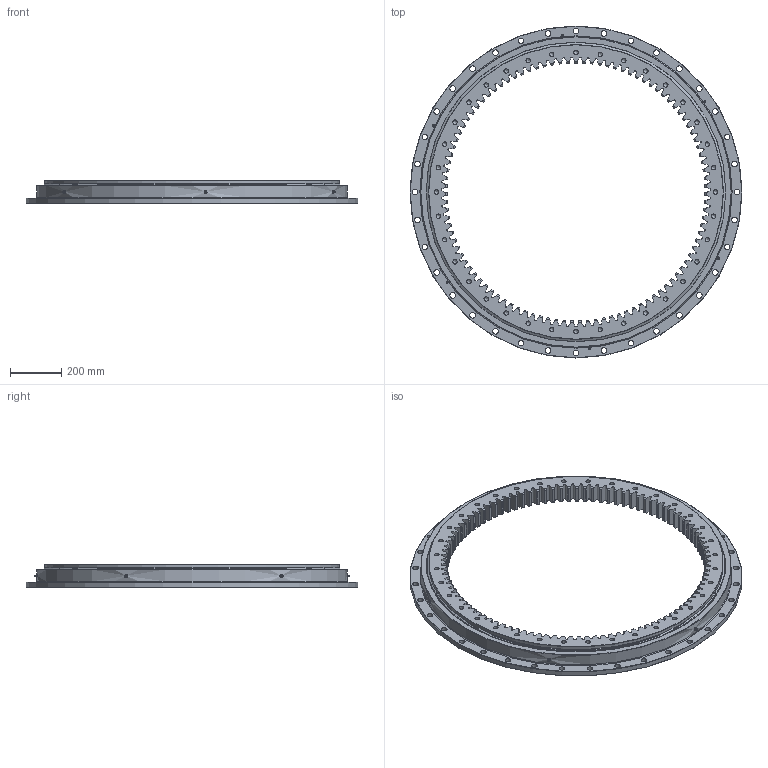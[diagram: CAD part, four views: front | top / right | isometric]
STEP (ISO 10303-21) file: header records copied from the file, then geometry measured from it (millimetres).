
FILE_DESCRIPTION (( 'STEP AP214' ), '1' );
FILE_NAME ('I.1300.32.00.C.STEP', '2019-02-06T10:34:14', ( '' ), ( '' ), 'SwSTEP 2.0', 'SolidWorks 2016', '' );
FILE_SCHEMA (( 'AUTOMOTIVE_DESIGN' ));
Length unit declared in the file: millimetre
Products named in the file (7): Ball D32; B.1300.B32C.A3N.0 - OR Seal; B.1300.B32C.A3N.0 - IR; Grease nipple M10x1mm; I.1300.32.00.C; B.1300.B32C.A3N.0 - OR; B.1300.B32C.A3N.0 - IR Seal
Assembly tree (107 placements, depth 2):
  I.1300.32.00.C
    B.1300.B32C.A3N.0 - IR
    B.1300.B32C.A3N.0 - OR
    Ball D32  x97
    B.1300.B32C.A3N.0 - IR Seal
    B.1300.B32C.A3N.0 - OR Seal
    Grease nipple M10x1mm  x6
Bounding box: 1300 x 1300 x 90 mm (x, y, z)
Volume: 25246339.5 mm3; surface area: 3117800.2 mm2
Topology: 107 solids, 107 shells, 1265 faces, 3586 edges, 2354 vertices
Faces by surface type: cone 341, bspline 309, plane 281, cylinder 211, sphere 97, torus 26
Full cylindrical faces by diameter (mm): 3 x6, 5 x6, 9 x6, 10 x6, 17.5 x36, 22 x36, 1141 x2, 1152 x1, 1155 x4, 1158 x1, 1169 x2, 1217 x1, 1300 x1
Entity records: 39700 total; most frequent: CARTESIAN_POINT 14389, ORIENTED_EDGE 5536, DIRECTION 4002, EDGE_CURVE 2768, VERTEX_POINT 1914, AXIS2_PLACEMENT_3D 1483, EDGE_LOOP 1296, FACE_OUTER_BOUND 1141
